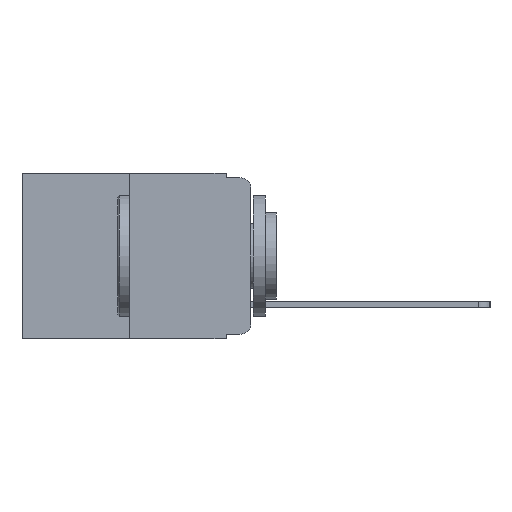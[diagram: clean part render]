
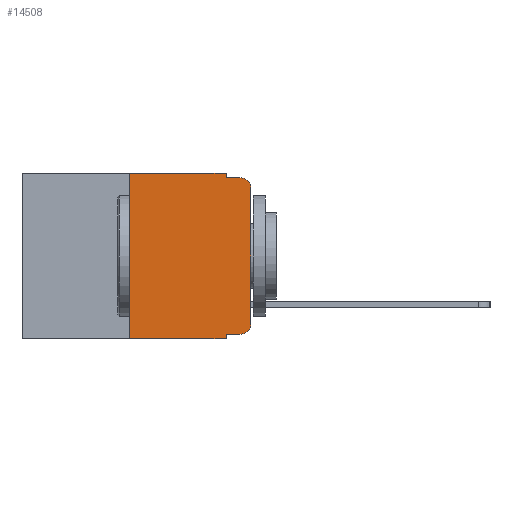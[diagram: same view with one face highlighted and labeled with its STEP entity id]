
A CAD part, left-side view. The second image highlights one B-rep face of the part: STEP entity #14508.
In plain terms, the highlighted planar face has unit normal (-1, 0, 0).
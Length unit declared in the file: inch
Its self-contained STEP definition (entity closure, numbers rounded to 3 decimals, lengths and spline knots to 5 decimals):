
#6 = VERTEX_POINT ( 'NONE', #2480 ) ;
#186 = EDGE_CURVE ( 'NONE', #6, #803, #7518, .T. ) ;
#430 = CARTESIAN_POINT ( 'NONE',  ( 0., 0.051, -0.333 ) ) ;
#743 = DIRECTION ( 'NONE',  ( 0., 0., -1. ) ) ;
#803 = VERTEX_POINT ( 'NONE', #15439 ) ;
#1225 = AXIS2_PLACEMENT_3D ( 'NONE', #11399, #3420, #12591 ) ;
#1243 = LINE ( 'NONE', #7930, #8207 ) ;
#1384 = CARTESIAN_POINT ( 'NONE',  ( 0., 0.02, -0.01 ) ) ;
#1394 = ORIENTED_EDGE ( 'NONE', *, *, #186, .T. ) ;
#1430 = CARTESIAN_POINT ( 'NONE',  ( 0., 0.051, -0.343 ) ) ;
#1435 = DIRECTION ( 'NONE',  ( 0., 0., 1. ) ) ;
#1629 = ORIENTED_EDGE ( 'NONE', *, *, #16607, .T. ) ;
#1672 = ORIENTED_EDGE ( 'NONE', *, *, #15776, .F. ) ;
#1856 = ORIENTED_EDGE ( 'NONE', *, *, #14976, .F. ) ;
#1929 = ORIENTED_EDGE ( 'NONE', *, *, #4008, .F. ) ;
#2030 = ORIENTED_EDGE ( 'NONE', *, *, #14217, .F. ) ;
#2134 = ORIENTED_EDGE ( 'NONE', *, *, #11157, .T. ) ;
#2251 = ORIENTED_EDGE ( 'NONE', *, *, #13368, .F. ) ;
#2427 = DIRECTION ( 'NONE',  ( 0., 0., -1. ) ) ;
#2437 = LINE ( 'NONE', #13032, #16177 ) ;
#2443 = ORIENTED_EDGE ( 'NONE', *, *, #12562, .T. ) ;
#2480 = CARTESIAN_POINT ( 'NONE',  ( 0., 0., -0.313 ) ) ;
#2483 = ORIENTED_EDGE ( 'NONE', *, *, #10945, .T. ) ;
#2682 = VERTEX_POINT ( 'NONE', #15492 ) ;
#3067 = VERTEX_POINT ( 'NONE', #1430 ) ;
#3085 = VERTEX_POINT ( 'NONE', #1384 ) ;
#3355 = VECTOR ( 'NONE', #2427, 39.37008 ) ;
#3420 = DIRECTION ( 'NONE',  ( -1., 0., 0. ) ) ;
#3700 = CARTESIAN_POINT ( 'NONE',  ( 0., 0.473, -0.343 ) ) ;
#4008 = EDGE_CURVE ( 'NONE', #6945, #12712, #4150, .T. ) ;
#4088 = VERTEX_POINT ( 'NONE', #7455 ) ;
#4102 = VERTEX_POINT ( 'NONE', #6004 ) ;
#4150 = LINE ( 'NONE', #10377, #10752 ) ;
#4517 = DIRECTION ( 'NONE',  ( 1., 0., 0. ) ) ;
#5738 = AXIS2_PLACEMENT_3D ( 'NONE', #16572, #9119, #743 ) ;
#6004 = CARTESIAN_POINT ( 'NONE',  ( 0., 0.051, -0.01 ) ) ;
#6639 = DIRECTION ( 'NONE',  ( 0., -1., 0. ) ) ;
#6945 = VERTEX_POINT ( 'NONE', #8301 ) ;
#7120 = CIRCLE ( 'NONE', #1225, 0.02 ) ;
#7417 = VECTOR ( 'NONE', #14038, 39.37008 ) ;
#7455 = CARTESIAN_POINT ( 'NONE',  ( 0., 0.02, -0.333 ) ) ;
#7518 = LINE ( 'NONE', #8959, #11042 ) ;
#7532 = VECTOR ( 'NONE', #12607, 39.37008 ) ;
#7930 = CARTESIAN_POINT ( 'NONE',  ( 0., 0.051, -0.333 ) ) ;
#8077 = DIRECTION ( 'NONE',  ( 0., 0., -1. ) ) ;
#8207 = VECTOR ( 'NONE', #6639, 39.37008 ) ;
#8301 = CARTESIAN_POINT ( 'NONE',  ( 0., 0.25, 0. ) ) ;
#8959 = CARTESIAN_POINT ( 'NONE',  ( 0., 0., 0. ) ) ;
#9119 = DIRECTION ( 'NONE',  ( -1., 0., 0. ) ) ;
#9694 = CARTESIAN_POINT ( 'NONE',  ( 0., 0.473, 0. ) ) ;
#10283 = DIRECTION ( 'NONE',  ( 0., -1., 0. ) ) ;
#10377 = CARTESIAN_POINT ( 'NONE',  ( 0., 0.473, 0. ) ) ;
#10544 = CARTESIAN_POINT ( 'NONE',  ( 0., 0.051, 0. ) ) ;
#10752 = VECTOR ( 'NONE', #10283, 39.37008 ) ;
#10788 = CARTESIAN_POINT ( 'NONE',  ( 0., 0.051, 0. ) ) ;
#10883 = VERTEX_POINT ( 'NONE', #430 ) ;
#10945 = EDGE_CURVE ( 'NONE', #4088, #6, #14750, .T. ) ;
#11042 = VECTOR ( 'NONE', #1435, 39.37008 ) ;
#11125 = LINE ( 'NONE', #10788, #17149 ) ;
#11157 = EDGE_CURVE ( 'NONE', #2682, #3067, #16622, .T. ) ;
#11399 = CARTESIAN_POINT ( 'NONE',  ( 0., 0.02, -0.03 ) ) ;
#12050 = FACE_OUTER_BOUND ( 'NONE', #15716, .T. ) ;
#12081 = CARTESIAN_POINT ( 'NONE',  ( 0., 0.051, 0. ) ) ;
#12287 = PLANE ( 'NONE',  #12554 ) ;
#12554 = AXIS2_PLACEMENT_3D ( 'NONE', #9694, #4517, #13496 ) ;
#12562 = EDGE_CURVE ( 'NONE', #10883, #4088, #1243, .T. ) ;
#12591 = DIRECTION ( 'NONE',  ( 0., 0., -1. ) ) ;
#12607 = DIRECTION ( 'NONE',  ( 0., -1., 0. ) ) ;
#12712 = VERTEX_POINT ( 'NONE', #12081 ) ;
#13032 = CARTESIAN_POINT ( 'NONE',  ( 0., 0.25, 0. ) ) ;
#13368 = EDGE_CURVE ( 'NONE', #10883, #3067, #11125, .T. ) ;
#13496 = DIRECTION ( 'NONE',  ( 0., 0., -1. ) ) ;
#13734 = LINE ( 'NONE', #10544, #3355 ) ;
#14038 = DIRECTION ( 'NONE',  ( 0., -1., 0. ) ) ;
#14217 = EDGE_CURVE ( 'NONE', #2682, #6945, #2437, .T. ) ;
#14299 = LINE ( 'NONE', #15015, #7532 ) ;
#14508 = ADVANCED_FACE ( 'NONE', ( #12050 ), #12287, .F. ) ;
#14750 = CIRCLE ( 'NONE', #5738, 0.02 ) ;
#14976 = EDGE_CURVE ( 'NONE', #12712, #4102, #13734, .T. ) ;
#15015 = CARTESIAN_POINT ( 'NONE',  ( 0., 0.051, -0.01 ) ) ;
#15438 = DIRECTION ( 'NONE',  ( 0., 0., 1. ) ) ;
#15439 = CARTESIAN_POINT ( 'NONE',  ( 0., 0., -0.03 ) ) ;
#15492 = CARTESIAN_POINT ( 'NONE',  ( 0., 0.25, -0.343 ) ) ;
#15716 = EDGE_LOOP ( 'NONE', ( #1394, #1629, #1672, #1856, #1929, #2030, #2134, #2251, #2443, #2483 ) ) ;
#15776 = EDGE_CURVE ( 'NONE', #4102, #3085, #14299, .T. ) ;
#16177 = VECTOR ( 'NONE', #15438, 39.37008 ) ;
#16572 = CARTESIAN_POINT ( 'NONE',  ( 0., 0.02, -0.313 ) ) ;
#16607 = EDGE_CURVE ( 'NONE', #803, #3085, #7120, .T. ) ;
#16622 = LINE ( 'NONE', #3700, #7417 ) ;
#17149 = VECTOR ( 'NONE', #8077, 39.37008 ) ;
